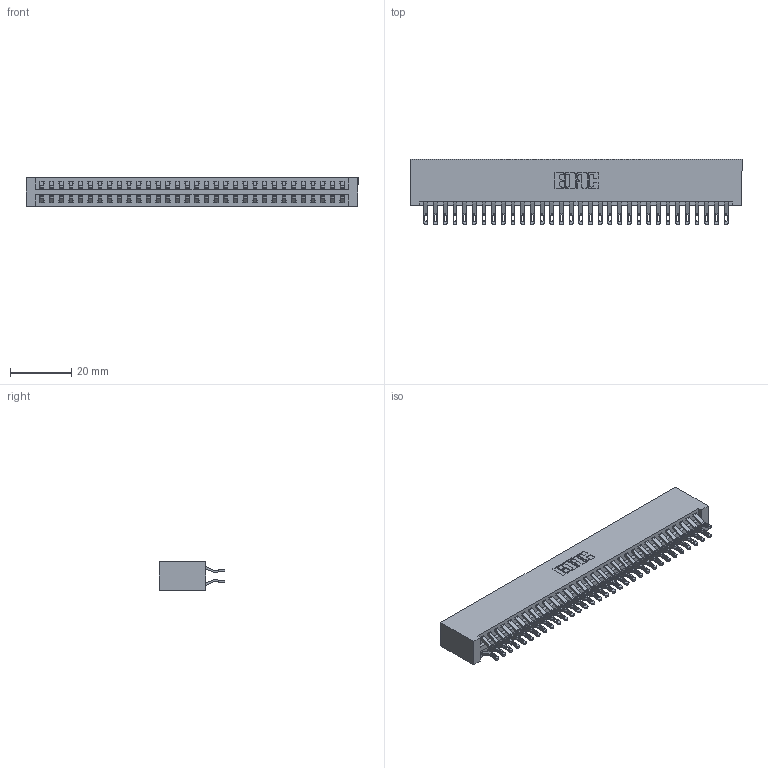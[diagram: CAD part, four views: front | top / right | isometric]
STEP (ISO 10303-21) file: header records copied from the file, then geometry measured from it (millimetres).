
FILE_DESCRIPTION (( 'STEP AP203' ), '1' );
FILE_NAME ('346-064-555-201.STEP', '2018-08-28T09:20:02', ( '' ), ( '' ), 'SwSTEP 2.0', 'SolidWorks 2016', '' );
FILE_SCHEMA (( 'CONFIG_CONTROL_DESIGN' ));
Length unit declared in the file: inch
Products named in the file (3): 346 Part_No Mounting Lugs; 345-292-001_555 Tail; 346-064-555-201
Assembly tree (65 placements, depth 2):
  346-064-555-201
    346 Part_No Mounting Lugs
    345-292-001_555 Tail  x64
Bounding box: 108.84 x 21.46 x 9.4 mm (x, y, z)
Volume: 11294.4 mm3; surface area: 16192.7 mm2
Topology: 65 solids, 65 shells, 3826 faces, 12017 edges, 8010 vertices
Faces by surface type: plane 2184, cylinder 1642
Entity records: 22279 total; most frequent: CARTESIAN_POINT 3718, ORIENTED_EDGE 3622, DIRECTION 3291, EDGE_CURVE 1811, LINE 1539, VECTOR 1539, VERTEX_POINT 1206, AXIS2_PLACEMENT_3D 876
